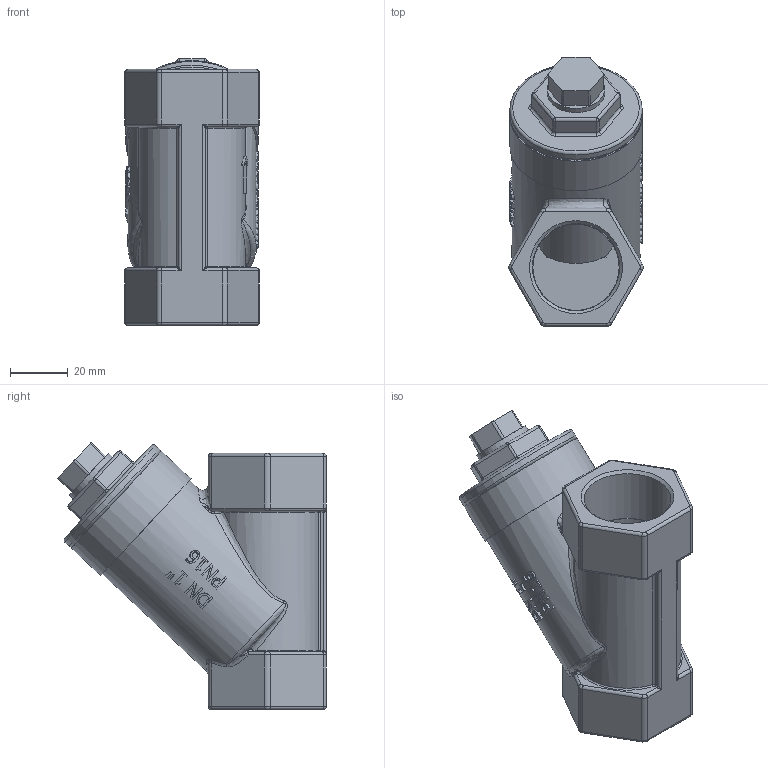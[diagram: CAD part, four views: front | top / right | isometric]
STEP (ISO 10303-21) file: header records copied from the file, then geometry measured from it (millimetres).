
FILE_DESCRIPTION(/* description */ ('230006'),/* implementation_level */ '2;1');
FILE_NAME(/* name */ '230006.stp',/* time_stamp */ '2015-10-08T13:33:46+02:00',/* author */ ('jmorand'),/* organization */ ('Sferaco'),/* preprocessor_version */ 'ST-DEVELOPER v16.1',/* originating_system */ 'Autodesk Inventor 2016',/* authorisation */ '');
FILE_SCHEMA (('AUTOMOTIVE_DESIGN { 1 0 10303 214 3 1 1 }'));
Length unit declared in the file: millimetre
Products named in the file (1): 230006_bd
Bounding box: 46.72 x 93.39 x 92.78 mm (x, y, z)
Volume: 110486.8 mm3; surface area: 47098.7 mm2
Topology: 1 solids, 1 shells, 645 faces, 1663 edges, 1059 vertices
Faces by surface type: bspline 302, plane 195, cylinder 123, torus 14, sphere 6, cone 5
Full cylindrical faces by diameter (mm): 14.95 x1, 20 x1, 25 x1, 30 x1, 30.291 x2, 31 x1, 32 x1, 33 x1, 38.376 x1, 44.5 x1, 46 x2
Entity records: 27585 total; most frequent: CARTESIAN_POINT 13015, ORIENTED_EDGE 3254, DIRECTION 2184, EDGE_CURVE 1627, VERTEX_POINT 1052, AXIS2_PLACEMENT_3D 745, EDGE_LOOP 715, LINE 694
